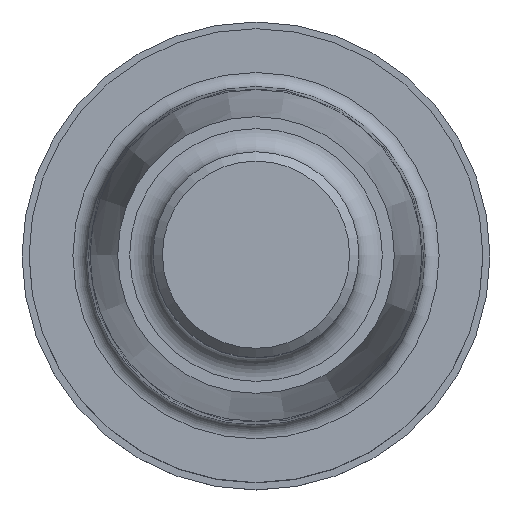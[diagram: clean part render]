
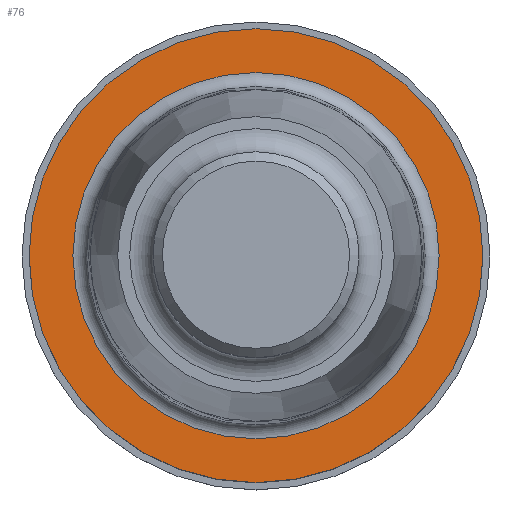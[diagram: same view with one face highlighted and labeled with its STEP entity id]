
A CAD part, top view. The second image highlights one B-rep face of the part: STEP entity #76.
In plain terms, the highlighted planar face has unit normal (0, 0, 1).
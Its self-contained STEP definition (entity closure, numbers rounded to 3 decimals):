
#60=PLANE('',#277);
#76=ADVANCED_FACE('',(#102,#103),#60,.T.);
#102=FACE_BOUND('',#129,.T.);
#103=FACE_BOUND('',#130,.T.);
#129=EDGE_LOOP('',(#157));
#130=EDGE_LOOP('',(#158));
#157=ORIENTED_EDGE('',*,*,#192,.T.);
#158=ORIENTED_EDGE('',*,*,#183,.F.);
#168=VERTEX_POINT('',#378);
#177=VERTEX_POINT('',#404);
#183=EDGE_CURVE('',#168,#168,#197,.T.);
#192=EDGE_CURVE('',#177,#177,#206,.T.);
#197=CIRCLE('',#258,4.85);
#206=CIRCLE('',#275,3.914);
#258=AXIS2_PLACEMENT_3D('',#377,#296,#297);
#275=AXIS2_PLACEMENT_3D('',#403,#330,#331);
#277=AXIS2_PLACEMENT_3D('',#406,#334,#335);
#296=DIRECTION('',(0.,0.,-1.));
#297=DIRECTION('',(-1.,0.,0.));
#330=DIRECTION('',(0.,0.,-1.));
#331=DIRECTION('',(-1.,0.,0.));
#334=DIRECTION('',(0.,0.,1.));
#335=DIRECTION('',(-1.,0.,0.));
#377=CARTESIAN_POINT('',(0.,0.,0.));
#378=CARTESIAN_POINT('',(-4.85,0.,0.));
#403=CARTESIAN_POINT('',(0.,0.,0.));
#404=CARTESIAN_POINT('',(-3.914,0.,0.));
#406=CARTESIAN_POINT('',(0.,4.85,0.));
